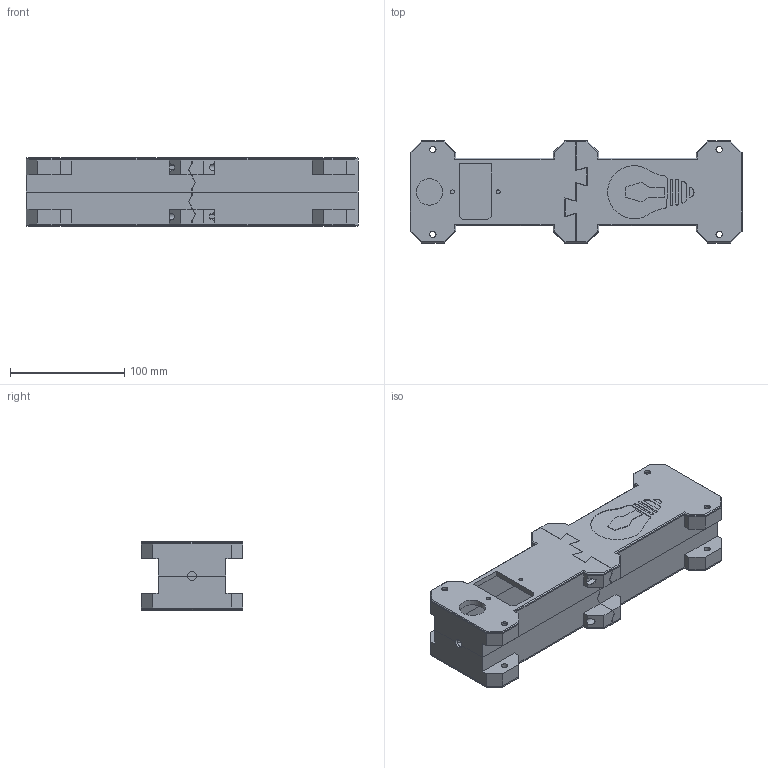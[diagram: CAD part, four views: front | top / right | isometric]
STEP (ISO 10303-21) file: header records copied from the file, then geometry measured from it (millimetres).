
FILE_DESCRIPTION(/* description */ (''),/* implementation_level */ '2;1');
FILE_NAME(/* name */ 'power_supply_box_halved.step',/* time_stamp */ '2020-11-16T13:30:24+01:00',/* author */ (''),/* organization */ (''),/* preprocessor_version */ 'ST-DEVELOPER v18.1',/* originating_system */ 'Autodesk Translation Framework v9.3.0.1241',/* authorisation */ '');
FILE_SCHEMA (('AUTOMOTIVE_DESIGN { 1 0 10303 214 3 1 1 }'));
Length unit declared in the file: millimetre
Products named in the file (5): Power Supply Box Smaller; PS BOX FRONT L COVER; PS BOX FRONT L; PS BOX FRONT R; PS BOX FRONT R COVER
Assembly tree (8 placements, depth 2):
  Power Supply Box Smaller
    PS BOX FRONT L  x2
    PS BOX FRONT R  x2
    PS BOX FRONT L COVER
    PS BOX FRONT R COVER  x3
Bounding box: 290 x 89 x 60 mm (x, y, z)
Volume: 307172 mm3; surface area: 189166.4 mm2
Topology: 8 solids, 8 shells, 648 faces, 1778 edges, 1164 vertices
Faces by surface type: plane 468, bspline 147, cylinder 33
Full cylindrical faces by diameter (mm): 3.2 x8, 3.5 x2, 5.5 x16, 6 x4, 23 x1
Entity records: 9462 total; most frequent: CARTESIAN_POINT 2268, ORIENTED_EDGE 1604, DIRECTION 1256, EDGE_CURVE 802, LINE 664, VECTOR 664, VERTEX_POINT 524, EDGE_LOOP 330
